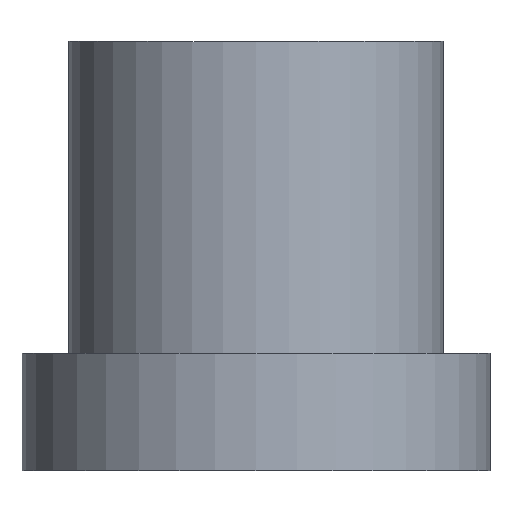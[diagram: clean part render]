
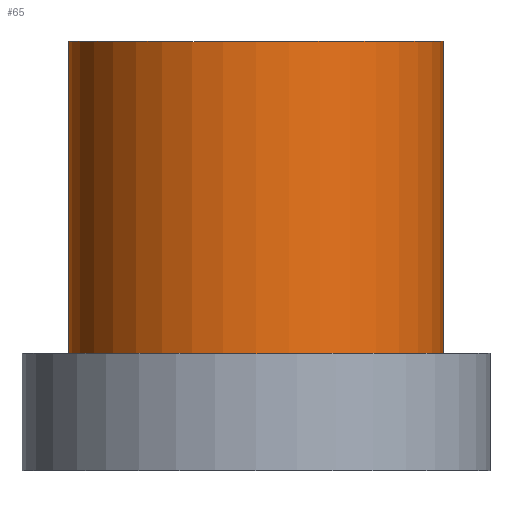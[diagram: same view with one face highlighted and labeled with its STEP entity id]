
A CAD part, front view. The second image highlights one B-rep face of the part: STEP entity #65.
In plain terms, the highlighted cylindrical face has radius 2.4 mm (diameter 4.8 mm), a full revolution.
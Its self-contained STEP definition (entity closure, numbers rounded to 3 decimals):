
#17=LINE('',#114,#19);
#19=VECTOR('',#97,2.4);
#21=CYLINDRICAL_SURFACE('',#75,2.4);
#25=FACE_OUTER_BOUND('',#31,.T.);
#31=EDGE_LOOP('',(#54,#55,#56,#57));
#35=CIRCLE('',#74,2.4);
#36=CIRCLE('',#76,2.4);
#39=VERTEX_POINT('',#109);
#40=VERTEX_POINT('',#112);
#44=EDGE_CURVE('',#39,#39,#35,.T.);
#45=EDGE_CURVE('',#40,#40,#36,.T.);
#46=EDGE_CURVE('',#40,#39,#17,.T.);
#54=ORIENTED_EDGE('',*,*,#45,.F.);
#55=ORIENTED_EDGE('',*,*,#46,.T.);
#56=ORIENTED_EDGE('',*,*,#44,.T.);
#57=ORIENTED_EDGE('',*,*,#46,.F.);
#65=ADVANCED_FACE('',(#25),#21,.T.);
#74=AXIS2_PLACEMENT_3D('',#110,#91,#92);
#75=AXIS2_PLACEMENT_3D('',#111,#93,#94);
#76=AXIS2_PLACEMENT_3D('',#113,#95,#96);
#91=DIRECTION('center_axis',(0.,0.,1.));
#92=DIRECTION('ref_axis',(1.,0.,0.));
#93=DIRECTION('center_axis',(0.,0.,1.));
#94=DIRECTION('ref_axis',(1.,0.,0.));
#95=DIRECTION('center_axis',(0.,0.,1.));
#96=DIRECTION('ref_axis',(1.,0.,0.));
#97=DIRECTION('',(0.,0.,-1.));
#109=CARTESIAN_POINT('',(7.6,8.1,6.));
#110=CARTESIAN_POINT('Origin',(10.,8.1,6.));
#111=CARTESIAN_POINT('Origin',(10.,8.1,5.));
#112=CARTESIAN_POINT('',(7.6,8.1,10.));
#113=CARTESIAN_POINT('Origin',(10.,8.1,10.));
#114=CARTESIAN_POINT('',(7.6,8.1,5.));
